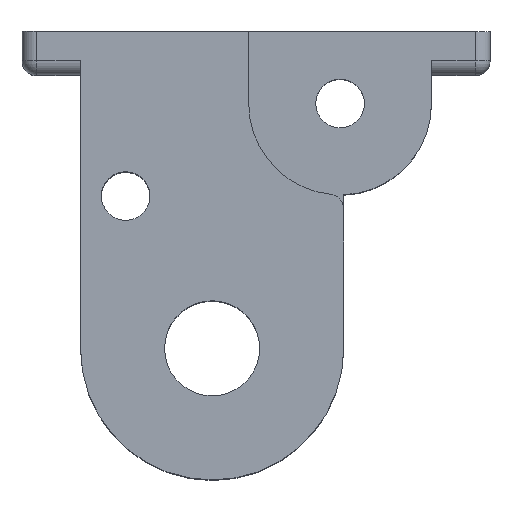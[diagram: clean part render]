
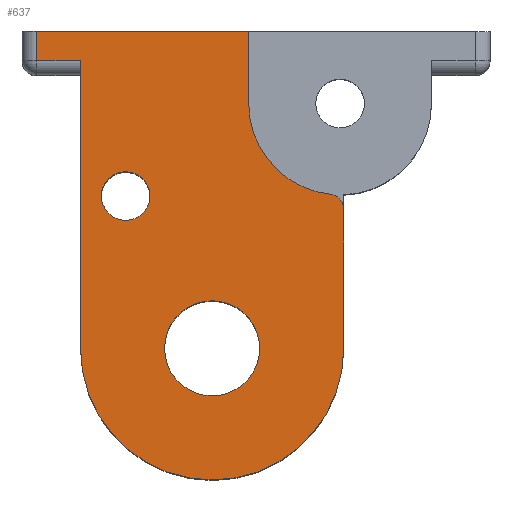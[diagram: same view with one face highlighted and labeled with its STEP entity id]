
A CAD part, top view. The second image highlights one B-rep face of the part: STEP entity #637.
In plain terms, the highlighted face is planar.
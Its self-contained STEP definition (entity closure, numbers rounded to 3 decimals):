
#37 = DIRECTION ( 'NONE',  ( 0., 0., 1. ) ) ;
#39 = VECTOR ( 'NONE', #1613, 1000. ) ;
#97 = LINE ( 'NONE', #2026, #1706 ) ;
#99 = LINE ( 'NONE', #1593, #1181 ) ;
#133 = DIRECTION ( 'NONE',  ( 1., 0., 0. ) ) ;
#180 = CARTESIAN_POINT ( 'NONE',  ( -12.5, 21.67, -5.786 ) ) ;
#198 = CARTESIAN_POINT ( 'NONE',  ( -12.5, 11.142, -22.889 ) ) ;
#279 = VECTOR ( 'NONE', #2024, 1000. ) ;
#280 = VERTEX_POINT ( 'NONE', #521 ) ;
#281 = CARTESIAN_POINT ( 'NONE',  ( -12.5, 21.67, -14.786 ) ) ;
#296 = EDGE_LOOP ( 'NONE', ( #2694, #2672 ) ) ;
#348 = ORIENTED_EDGE ( 'NONE', *, *, #2392, .T. ) ;
#367 = DIRECTION ( 'NONE',  ( 0., 1., 0. ) ) ;
#511 = CARTESIAN_POINT ( 'NONE',  ( -12.5, 12.136, -23.786 ) ) ;
#521 = CARTESIAN_POINT ( 'NONE',  ( -12.5, 21.67, -23.786 ) ) ;
#522 = DIRECTION ( 'NONE',  ( 0., 0., 1. ) ) ;
#550 = ORIENTED_EDGE ( 'NONE', *, *, #2393, .T. ) ;
#557 = VERTEX_POINT ( 'NONE', #511 ) ;
#569 = CARTESIAN_POINT ( 'NONE',  ( -12.5, 2., -5.786 ) ) ;
#599 = AXIS2_PLACEMENT_3D ( 'NONE', #2509, #1619, #1637 ) ;
#606 = CARTESIAN_POINT ( 'NONE',  ( -12.5, 4.925, -17.285 ) ) ;
#611 = CARTESIAN_POINT ( 'NONE',  ( -12.5, 21.67, -5.786 ) ) ;
#617 = CARTESIAN_POINT ( 'NONE',  ( -12.5, 2., -14.786 ) ) ;
#637 = ADVANCED_FACE ( 'NONE', ( #1493, #1214, #1748 ), #1941, .T. ) ;
#681 = ORIENTED_EDGE ( 'NONE', *, *, #2120, .F. ) ;
#704 = VERTEX_POINT ( 'NONE', #180 ) ;
#720 = VERTEX_POINT ( 'NONE', #2634 ) ;
#755 = ORIENTED_EDGE ( 'NONE', *, *, #2294, .F. ) ;
#775 = CIRCLE ( 'NONE', #824, 3.25 ) ;
#785 = CARTESIAN_POINT ( 'NONE',  ( -12.5, 21.67, -18.036 ) ) ;
#804 = CARTESIAN_POINT ( 'NONE',  ( -12.5, 4.925, -17.285 ) ) ;
#821 = DIRECTION ( 'NONE',  ( -1., 0., 0. ) ) ;
#824 = AXIS2_PLACEMENT_3D ( 'NONE', #2249, #1006, #2490 ) ;
#871 = AXIS2_PLACEMENT_3D ( 'NONE', #1397, #133, #1583 ) ;
#885 = LINE ( 'NONE', #611, #279 ) ;
#893 = CARTESIAN_POINT ( 'NONE',  ( -12.5, 21.67, -14.786 ) ) ;
#955 = AXIS2_PLACEMENT_3D ( 'NONE', #1218, #2670, #1401 ) ;
#990 = CARTESIAN_POINT ( 'NONE',  ( -12.5, 21.67, -14.786 ) ) ;
#1004 = AXIS2_PLACEMENT_3D ( 'NONE', #281, #1740, #522 ) ;
#1006 = DIRECTION ( 'NONE',  ( 1., 0., 0. ) ) ;
#1023 = VERTEX_POINT ( 'NONE', #1203 ) ;
#1029 = VERTEX_POINT ( 'NONE', #804 ) ;
#1097 = AXIS2_PLACEMENT_3D ( 'NONE', #2020, #821, #2261 ) ;
#1108 = CARTESIAN_POINT ( 'NONE',  ( -12.5, 11.257, -7.211 ) ) ;
#1128 = CIRCLE ( 'NONE', #1149, 3.25 ) ;
#1149 = AXIS2_PLACEMENT_3D ( 'NONE', #990, #2468, #1196 ) ;
#1165 = DIRECTION ( 'NONE',  ( 0., 1., 0. ) ) ;
#1181 = VECTOR ( 'NONE', #1834, 1000. ) ;
#1196 = DIRECTION ( 'NONE',  ( 0., 0., -1. ) ) ;
#1203 = CARTESIAN_POINT ( 'NONE',  ( -12.5, 11.257, -10.536 ) ) ;
#1214 = FACE_BOUND ( 'NONE', #1379, .T. ) ;
#1218 = CARTESIAN_POINT ( 'NONE',  ( -12.5, 4.925, -23.535 ) ) ;
#1240 = CARTESIAN_POINT ( 'NONE',  ( -12.5, 0., -17.285 ) ) ;
#1244 = CIRCLE ( 'NONE', #955, 6.25 ) ;
#1257 = CARTESIAN_POINT ( 'NONE',  ( -12.5, 2., -2.786 ) ) ;
#1274 = VERTEX_POINT ( 'NONE', #1240 ) ;
#1337 = VECTOR ( 'NONE', #1165, 1000. ) ;
#1340 = VERTEX_POINT ( 'NONE', #1257 ) ;
#1379 = EDGE_LOOP ( 'NONE', ( #2482, #2435 ) ) ;
#1397 = CARTESIAN_POINT ( 'NONE',  ( -12.5, 11.257, -8.873 ) ) ;
#1401 = DIRECTION ( 'NONE',  ( 0., 0., 1. ) ) ;
#1427 = ORIENTED_EDGE ( 'NONE', *, *, #2386, .F. ) ;
#1493 = FACE_BOUND ( 'NONE', #296, .T. ) ;
#1494 = ORIENTED_EDGE ( 'NONE', *, *, #2380, .T. ) ;
#1583 = DIRECTION ( 'NONE',  ( 0., 0., -1. ) ) ;
#1593 = CARTESIAN_POINT ( 'NONE',  ( -12.5, 21.67, -2.786 ) ) ;
#1613 = DIRECTION ( 'NONE',  ( 0., 0., -1. ) ) ;
#1619 = DIRECTION ( 'NONE',  ( 1., 0., 0. ) ) ;
#1634 = EDGE_LOOP ( 'NONE', ( #2651, #1494, #1427, #2234, #2298, #348, #550, #681, #755 ) ) ;
#1637 = DIRECTION ( 'NONE',  ( 0., 0., -1. ) ) ;
#1706 = VECTOR ( 'NONE', #2023, 1000. ) ;
#1710 = LINE ( 'NONE', #617, #39 ) ;
#1740 = DIRECTION ( 'NONE',  ( 1., 0., 0. ) ) ;
#1748 = FACE_OUTER_BOUND ( 'NONE', #1634, .T. ) ;
#1753 = VERTEX_POINT ( 'NONE', #198 ) ;
#1780 = CIRCLE ( 'NONE', #599, 1.663 ) ;
#1784 = CIRCLE ( 'NONE', #1097, 1. ) ;
#1834 = DIRECTION ( 'NONE',  ( 0., 1., 0. ) ) ;
#1852 = LINE ( 'NONE', #606, #2299 ) ;
#1900 = AXIS2_PLACEMENT_3D ( 'NONE', #893, #2566, #37 ) ;
#1918 = VERTEX_POINT ( 'NONE', #1108 ) ;
#1941 = PLANE ( 'NONE',  #1900 ) ;
#1949 = CIRCLE ( 'NONE', #1004, 9. ) ;
#2001 = VERTEX_POINT ( 'NONE', #2382 ) ;
#2020 = CARTESIAN_POINT ( 'NONE',  ( -12.5, 12.136, -22.786 ) ) ;
#2023 = DIRECTION ( 'NONE',  ( 0., 0., -1. ) ) ;
#2024 = DIRECTION ( 'NONE',  ( 0., -1., 0. ) ) ;
#2026 = CARTESIAN_POINT ( 'NONE',  ( -12.5, 0., -1.786 ) ) ;
#2090 = VERTEX_POINT ( 'NONE', #785 ) ;
#2100 = EDGE_CURVE ( 'NONE', #720, #2090, #1128, .T. ) ;
#2120 = EDGE_CURVE ( 'NONE', #704, #2342, #885, .T. ) ;
#2234 = ORIENTED_EDGE ( 'NONE', *, *, #2391, .F. ) ;
#2249 = CARTESIAN_POINT ( 'NONE',  ( -12.5, 21.67, -14.786 ) ) ;
#2261 = DIRECTION ( 'NONE',  ( 0., 0., 1. ) ) ;
#2294 = EDGE_CURVE ( 'NONE', #280, #704, #1949, .T. ) ;
#2298 = ORIENTED_EDGE ( 'NONE', *, *, #2617, .F. ) ;
#2299 = VECTOR ( 'NONE', #367, 1000. ) ;
#2323 = EDGE_CURVE ( 'NONE', #557, #280, #2346, .T. ) ;
#2342 = VERTEX_POINT ( 'NONE', #569 ) ;
#2346 = LINE ( 'NONE', #2433, #1337 ) ;
#2370 = EDGE_CURVE ( 'NONE', #2090, #720, #775, .T. ) ;
#2371 = EDGE_CURVE ( 'NONE', #1023, #1918, #2374, .T. ) ;
#2374 = CIRCLE ( 'NONE', #871, 1.663 ) ;
#2380 = EDGE_CURVE ( 'NONE', #557, #1753, #1784, .T. ) ;
#2382 = CARTESIAN_POINT ( 'NONE',  ( -12.5, 0., -2.786 ) ) ;
#2386 = EDGE_CURVE ( 'NONE', #1029, #1753, #1244, .T. ) ;
#2391 = EDGE_CURVE ( 'NONE', #1274, #1029, #1852, .T. ) ;
#2392 = EDGE_CURVE ( 'NONE', #2001, #1340, #99, .T. ) ;
#2393 = EDGE_CURVE ( 'NONE', #1340, #2342, #1710, .T. ) ;
#2433 = CARTESIAN_POINT ( 'NONE',  ( -12.5, 21.67, -23.786 ) ) ;
#2435 = ORIENTED_EDGE ( 'NONE', *, *, #2563, .T. ) ;
#2468 = DIRECTION ( 'NONE',  ( 1., 0., 0. ) ) ;
#2482 = ORIENTED_EDGE ( 'NONE', *, *, #2371, .T. ) ;
#2490 = DIRECTION ( 'NONE',  ( 0., 0., -1. ) ) ;
#2509 = CARTESIAN_POINT ( 'NONE',  ( -12.5, 11.257, -8.873 ) ) ;
#2563 = EDGE_CURVE ( 'NONE', #1918, #1023, #1780, .T. ) ;
#2566 = DIRECTION ( 'NONE',  ( -1., 0., 0. ) ) ;
#2617 = EDGE_CURVE ( 'NONE', #2001, #1274, #97, .T. ) ;
#2634 = CARTESIAN_POINT ( 'NONE',  ( -12.5, 21.67, -11.536 ) ) ;
#2651 = ORIENTED_EDGE ( 'NONE', *, *, #2323, .F. ) ;
#2670 = DIRECTION ( 'NONE',  ( -1., 0., 0. ) ) ;
#2672 = ORIENTED_EDGE ( 'NONE', *, *, #2100, .T. ) ;
#2694 = ORIENTED_EDGE ( 'NONE', *, *, #2370, .T. ) ;
